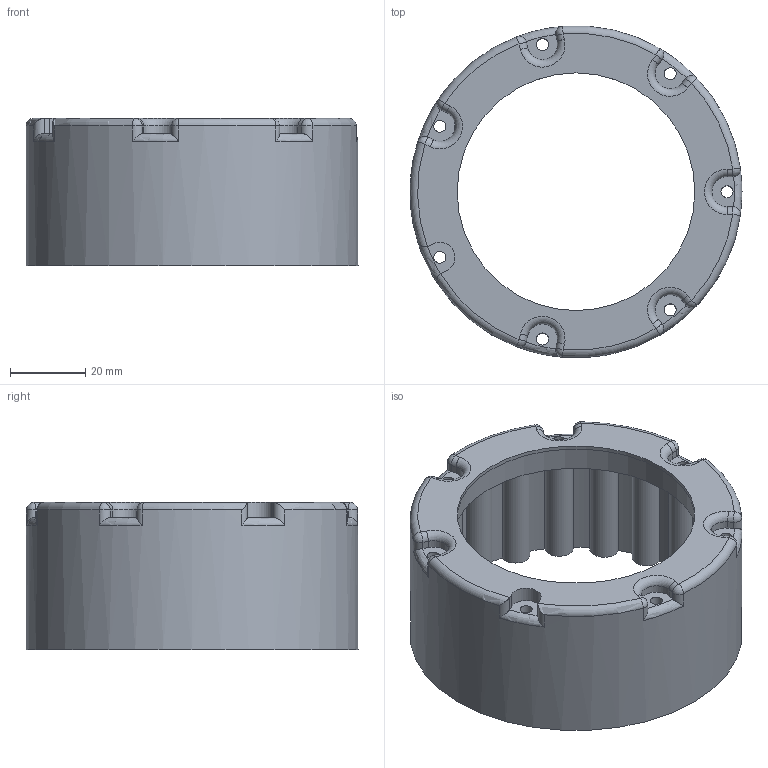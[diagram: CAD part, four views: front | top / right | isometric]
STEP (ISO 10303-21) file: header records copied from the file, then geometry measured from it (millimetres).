
FILE_DESCRIPTION(/* description */ (''),/* implementation_level */ '2;1');
FILE_NAME(/* name */ 'main body outer v2.step',/* time_stamp */ '2024-09-04T11:45:56+05:30',/* author */ (''),/* organization */ (''),/* preprocessor_version */ 'ST-DEVELOPER v20',/* originating_system */ 'Autodesk Translation Framework v13.14.0.145',/* authorisation */ '');
FILE_SCHEMA (('AUTOMOTIVE_DESIGN { 1 0 10303 214 3 1 1 }'));
Length unit declared in the file: millimetre
Products named in the file (1): main body outer
Bounding box: 88 x 88 x 39 mm (x, y, z)
Volume: 64358.2 mm3; surface area: 31333.3 mm2
Topology: 1 solids, 1 shells, 142 faces, 366 edges, 228 vertices
Faces by surface type: cylinder 85, plane 25, torus 20, sphere 12
Full cylindrical faces by diameter (mm): 3.2 x7, 63 x1, 65.15 x1, 88 x1
Entity records: 4685 total; most frequent: CARTESIAN_POINT 1025, DIRECTION 840, ORIENTED_EDGE 732, EDGE_CURVE 366, AXIS2_PLACEMENT_3D 353, VERTEX_POINT 228, CIRCLE 210, EDGE_LOOP 160
